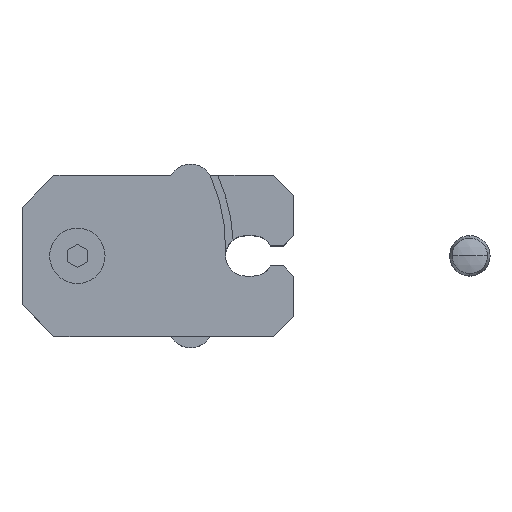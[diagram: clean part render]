
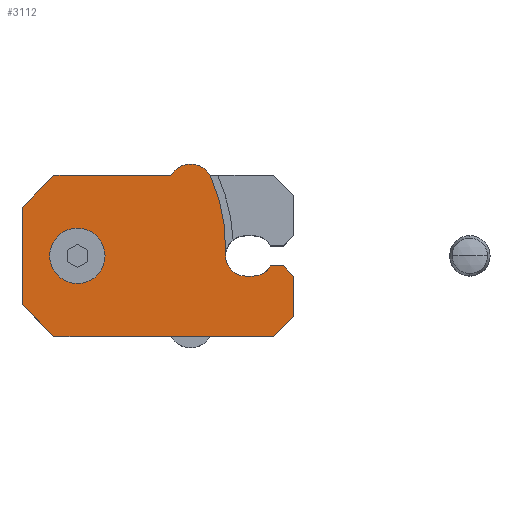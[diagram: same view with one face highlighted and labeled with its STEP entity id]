
A CAD part, top view. The second image highlights one B-rep face of the part: STEP entity #3112.
In plain terms, the highlighted planar face has unit normal (0, 0, 1).
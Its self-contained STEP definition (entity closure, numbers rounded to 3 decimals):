
#11 = ORIENTED_EDGE ( 'NONE', *, *, #1607, .T. ) ;
#46 = FACE_BOUND ( 'NONE', #727, .T. ) ;
#82 = CARTESIAN_POINT ( 'NONE',  ( 33.43, 0., 20. ) ) ;
#119 = DIRECTION ( 'NONE',  ( 1., 0., 0. ) ) ;
#126 = CARTESIAN_POINT ( 'NONE',  ( 43., -4., 20. ) ) ;
#132 = CARTESIAN_POINT ( 'NONE',  ( -11., -9.65, 20. ) ) ;
#138 = CARTESIAN_POINT ( 'NONE',  ( 34.93, -4., 20. ) ) ;
#154 = CARTESIAN_POINT ( 'NONE',  ( -4.65, -16., 20. ) ) ;
#204 = CARTESIAN_POINT ( 'NONE',  ( 5.5, 0., 20. ) ) ;
#251 = EDGE_CURVE ( 'NONE', #2562, #2828, #3525, .T. ) ;
#275 = VERTEX_POINT ( 'NONE', #2096 ) ;
#299 = DIRECTION ( 'NONE',  ( 0., -1., 0. ) ) ;
#368 = DIRECTION ( 'NONE',  ( 1., 0., 0. ) ) ;
#373 = LINE ( 'NONE', #2391, #2602 ) ;
#386 = CARTESIAN_POINT ( 'NONE',  ( -11., 9.65, 20. ) ) ;
#395 = ORIENTED_EDGE ( 'NONE', *, *, #2264, .T. ) ;
#434 = EDGE_CURVE ( 'NONE', #2604, #1727, #3683, .T. ) ;
#435 = DIRECTION ( 'NONE',  ( -0.707, 0.707, 0. ) ) ;
#439 = EDGE_CURVE ( 'NONE', #2828, #3371, #1407, .T. ) ;
#457 = VECTOR ( 'NONE', #1734, 1000. ) ;
#480 = EDGE_CURVE ( 'NONE', #1029, #3393, #528, .T. ) ;
#528 = LINE ( 'NONE', #739, #3521 ) ;
#589 = CARTESIAN_POINT ( 'NONE',  ( 41., -2., 20. ) ) ;
#590 = VERTEX_POINT ( 'NONE', #132 ) ;
#594 = ORIENTED_EDGE ( 'NONE', *, *, #3600, .T. ) ;
#626 = DIRECTION ( 'NONE',  ( 0., 1., 0. ) ) ;
#629 = DIRECTION ( 'NONE',  ( 1., 0., 0. ) ) ;
#644 = EDGE_LOOP ( 'NONE', ( #2692, #3696, #2785, #1476, #2923, #721, #2372, #594, #2968, #11, #395, #3269, #1668, #732, #1426 ) ) ;
#685 = AXIS2_PLACEMENT_3D ( 'NONE', #3702, #1120, #629 ) ;
#693 = ORIENTED_EDGE ( 'NONE', *, *, #434, .T. ) ;
#721 = ORIENTED_EDGE ( 'NONE', *, *, #1611, .T. ) ;
#727 = EDGE_LOOP ( 'NONE', ( #693, #2514 ) ) ;
#728 = EDGE_CURVE ( 'NONE', #3208, #2562, #3109, .T. ) ;
#732 = ORIENTED_EDGE ( 'NONE', *, *, #2825, .T. ) ;
#734 = DIRECTION ( 'NONE',  ( 0., 0., -1. ) ) ;
#739 = CARTESIAN_POINT ( 'NONE',  ( 41., -2., 20. ) ) ;
#747 = EDGE_CURVE ( 'NONE', #1242, #3486, #1574, .T. ) ;
#772 = VECTOR ( 'NONE', #1100, 1000. ) ;
#800 = VECTOR ( 'NONE', #3062, 1000. ) ;
#819 = DIRECTION ( 'NONE',  ( 0., 0., -1. ) ) ;
#953 = CARTESIAN_POINT ( 'NONE',  ( 43., -12., 20. ) ) ;
#966 = DIRECTION ( 'NONE',  ( -1., 0., 0. ) ) ;
#1029 = VERTEX_POINT ( 'NONE', #589 ) ;
#1100 = DIRECTION ( 'NONE',  ( -1., 0., 0. ) ) ;
#1120 = DIRECTION ( 'NONE',  ( 0., 0., 1. ) ) ;
#1128 = DIRECTION ( 'NONE',  ( -0.707, -0.707, 0. ) ) ;
#1168 = VERTEX_POINT ( 'NONE', #386 ) ;
#1242 = VERTEX_POINT ( 'NONE', #1294 ) ;
#1270 = DIRECTION ( 'NONE',  ( -1., 0., 0. ) ) ;
#1294 = CARTESIAN_POINT ( 'NONE',  ( -4.65, -16., 20. ) ) ;
#1311 = EDGE_CURVE ( 'NONE', #1473, #2507, #3111, .T. ) ;
#1316 = LINE ( 'NONE', #2033, #457 ) ;
#1373 = CARTESIAN_POINT ( 'NONE',  ( 18.6, 16., 20. ) ) ;
#1385 = VERTEX_POINT ( 'NONE', #126 ) ;
#1407 = CIRCLE ( 'NONE', #2186, 4.503 ) ;
#1426 = ORIENTED_EDGE ( 'NONE', *, *, #1311, .T. ) ;
#1442 = VECTOR ( 'NONE', #1128, 1000. ) ;
#1473 = VERTEX_POINT ( 'NONE', #2262 ) ;
#1476 = ORIENTED_EDGE ( 'NONE', *, *, #439, .T. ) ;
#1484 = LINE ( 'NONE', #2048, #3021 ) ;
#1502 = EDGE_CURVE ( 'NONE', #1727, #2604, #3068, .T. ) ;
#1514 = DIRECTION ( 'NONE',  ( 1., 0., 0. ) ) ;
#1515 = CARTESIAN_POINT ( 'NONE',  ( -5.5, 0., 20. ) ) ;
#1550 = LINE ( 'NONE', #3117, #772 ) ;
#1574 = LINE ( 'NONE', #154, #800 ) ;
#1607 = EDGE_CURVE ( 'NONE', #3486, #1809, #3633, .T. ) ;
#1611 = EDGE_CURVE ( 'NONE', #275, #1168, #3712, .T. ) ;
#1665 = EDGE_CURVE ( 'NONE', #1168, #590, #1484, .T. ) ;
#1668 = ORIENTED_EDGE ( 'NONE', *, *, #480, .T. ) ;
#1697 = DIRECTION ( 'NONE',  ( 0., 0., -1. ) ) ;
#1701 = CARTESIAN_POINT ( 'NONE',  ( -4.65, 16., 20. ) ) ;
#1720 = CARTESIAN_POINT ( 'NONE',  ( 39., -16., 20. ) ) ;
#1727 = VERTEX_POINT ( 'NONE', #1515 ) ;
#1734 = DIRECTION ( 'NONE',  ( 0.707, -0.707, 0. ) ) ;
#1772 = EDGE_CURVE ( 'NONE', #2507, #3208, #2524, .T. ) ;
#1809 = VERTEX_POINT ( 'NONE', #953 ) ;
#1852 = DIRECTION ( 'NONE',  ( 0., 0., 1. ) ) ;
#1970 = CARTESIAN_POINT ( 'NONE',  ( 0., 0., 20. ) ) ;
#1983 = AXIS2_PLACEMENT_3D ( 'NONE', #1970, #2559, #1514 ) ;
#2033 = CARTESIAN_POINT ( 'NONE',  ( -11., -9.65, 20. ) ) ;
#2048 = CARTESIAN_POINT ( 'NONE',  ( -11., 9.65, 20. ) ) ;
#2096 = CARTESIAN_POINT ( 'NONE',  ( -4.65, 16., 20. ) ) ;
#2126 = DIRECTION ( 'NONE',  ( 0., 0., -1. ) ) ;
#2148 = PLANE ( 'NONE',  #3439 ) ;
#2185 = CARTESIAN_POINT ( 'NONE',  ( 33.43, -4., 20. ) ) ;
#2186 = AXIS2_PLACEMENT_3D ( 'NONE', #3323, #3545, #3229 ) ;
#2262 = CARTESIAN_POINT ( 'NONE',  ( 34.93, -4., 20. ) ) ;
#2264 = EDGE_CURVE ( 'NONE', #1809, #1385, #373, .T. ) ;
#2288 = CARTESIAN_POINT ( 'NONE',  ( 26.4, 16., 20. ) ) ;
#2338 = CIRCLE ( 'NONE', #3108, 4. ) ;
#2359 = VECTOR ( 'NONE', #1270, 1000. ) ;
#2372 = ORIENTED_EDGE ( 'NONE', *, *, #1665, .T. ) ;
#2391 = CARTESIAN_POINT ( 'NONE',  ( 43., -12., 20. ) ) ;
#2487 = CARTESIAN_POINT ( 'NONE',  ( 33.43, 0., 20. ) ) ;
#2504 = EDGE_CURVE ( 'NONE', #1385, #1029, #2745, .T. ) ;
#2507 = VERTEX_POINT ( 'NONE', #2185 ) ;
#2514 = ORIENTED_EDGE ( 'NONE', *, *, #1502, .T. ) ;
#2524 = CIRCLE ( 'NONE', #3100, 4. ) ;
#2559 = DIRECTION ( 'NONE',  ( 0., 0., -1. ) ) ;
#2562 = VERTEX_POINT ( 'NONE', #2798 ) ;
#2566 = CARTESIAN_POINT ( 'NONE',  ( 0., 0., 20. ) ) ;
#2602 = VECTOR ( 'NONE', #626, 1000. ) ;
#2604 = VERTEX_POINT ( 'NONE', #204 ) ;
#2653 = VECTOR ( 'NONE', #435, 1000. ) ;
#2692 = ORIENTED_EDGE ( 'NONE', *, *, #1772, .T. ) ;
#2745 = LINE ( 'NONE', #2747, #2653 ) ;
#2747 = CARTESIAN_POINT ( 'NONE',  ( 43., -4., 20. ) ) ;
#2768 = DIRECTION ( 'NONE',  ( 1., 0., 0. ) ) ;
#2785 = ORIENTED_EDGE ( 'NONE', *, *, #251, .T. ) ;
#2798 = CARTESIAN_POINT ( 'NONE',  ( 29.452, 0.418, 20. ) ) ;
#2808 = AXIS2_PLACEMENT_3D ( 'NONE', #2487, #734, #2768 ) ;
#2825 = EDGE_CURVE ( 'NONE', #3393, #1473, #2338, .T. ) ;
#2828 = VERTEX_POINT ( 'NONE', #2288 ) ;
#2855 = DIRECTION ( 'NONE',  ( 1., 0., 0. ) ) ;
#2871 = AXIS2_PLACEMENT_3D ( 'NONE', #2566, #819, #2855 ) ;
#2892 = VECTOR ( 'NONE', #3440, 1000. ) ;
#2923 = ORIENTED_EDGE ( 'NONE', *, *, #3429, .T. ) ;
#2968 = ORIENTED_EDGE ( 'NONE', *, *, #747, .T. ) ;
#3021 = VECTOR ( 'NONE', #299, 1000. ) ;
#3062 = DIRECTION ( 'NONE',  ( 1., 0., 0. ) ) ;
#3068 = CIRCLE ( 'NONE', #2871, 5.5 ) ;
#3100 = AXIS2_PLACEMENT_3D ( 'NONE', #82, #2126, #368 ) ;
#3108 = AXIS2_PLACEMENT_3D ( 'NONE', #3437, #1697, #3703 ) ;
#3109 = CIRCLE ( 'NONE', #2808, 4. ) ;
#3111 = LINE ( 'NONE', #138, #2359 ) ;
#3112 = ADVANCED_FACE ( 'NONE', ( #46, #3531 ), #2148, .T. ) ;
#3117 = CARTESIAN_POINT ( 'NONE',  ( 18.6, 16., 20. ) ) ;
#3208 = VERTEX_POINT ( 'NONE', #3351 ) ;
#3229 = DIRECTION ( 'NONE',  ( 1., 0., 0. ) ) ;
#3269 = ORIENTED_EDGE ( 'NONE', *, *, #2504, .T. ) ;
#3323 = CARTESIAN_POINT ( 'NONE',  ( 22.5, 13.75, 20. ) ) ;
#3351 = CARTESIAN_POINT ( 'NONE',  ( 29.43, 0., 20. ) ) ;
#3371 = VERTEX_POINT ( 'NONE', #1373 ) ;
#3393 = VERTEX_POINT ( 'NONE', #3673 ) ;
#3429 = EDGE_CURVE ( 'NONE', #3371, #275, #1550, .T. ) ;
#3437 = CARTESIAN_POINT ( 'NONE',  ( 34.93, 0., 20. ) ) ;
#3439 = AXIS2_PLACEMENT_3D ( 'NONE', #3575, #1852, #119 ) ;
#3440 = DIRECTION ( 'NONE',  ( 0.707, 0.707, 0. ) ) ;
#3486 = VERTEX_POINT ( 'NONE', #1720 ) ;
#3521 = VECTOR ( 'NONE', #966, 1000. ) ;
#3525 = CIRCLE ( 'NONE', #685, 34.934 ) ;
#3531 = FACE_OUTER_BOUND ( 'NONE', #644, .T. ) ;
#3545 = DIRECTION ( 'NONE',  ( 0., 0., 1. ) ) ;
#3575 = CARTESIAN_POINT ( 'NONE',  ( 33.43, 0., 20. ) ) ;
#3600 = EDGE_CURVE ( 'NONE', #590, #1242, #1316, .T. ) ;
#3633 = LINE ( 'NONE', #3695, #2892 ) ;
#3673 = CARTESIAN_POINT ( 'NONE',  ( 38.394, -2., 20. ) ) ;
#3683 = CIRCLE ( 'NONE', #1983, 5.5 ) ;
#3695 = CARTESIAN_POINT ( 'NONE',  ( 39., -16., 20. ) ) ;
#3696 = ORIENTED_EDGE ( 'NONE', *, *, #728, .T. ) ;
#3702 = CARTESIAN_POINT ( 'NONE',  ( -5.46, 1.67, 20. ) ) ;
#3703 = DIRECTION ( 'NONE',  ( 1., 0., 0. ) ) ;
#3712 = LINE ( 'NONE', #1701, #1442 ) ;
